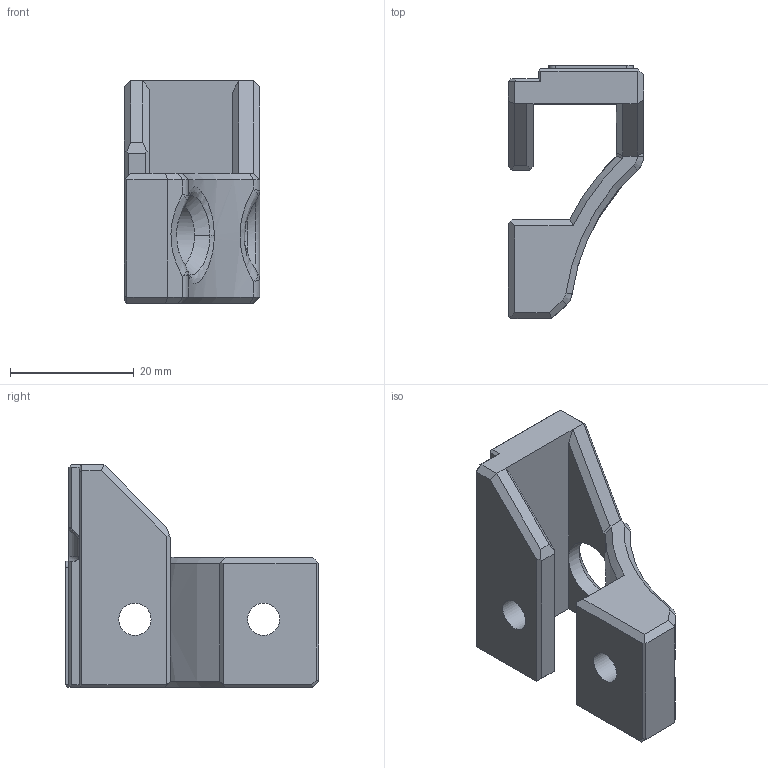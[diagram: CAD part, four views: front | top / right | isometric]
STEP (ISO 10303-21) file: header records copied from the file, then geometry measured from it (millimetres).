
FILE_DESCRIPTION(/* description */ (''),/* implementation_level */ '2;1');
FILE_NAME(/* name */ '[a]_Z_Drag_Chain_Mount_B_LDO_x1.step',/* time_stamp */ '2024-04-24T21:33:18-07:00',/* author */ (''),/* organization */ (''),/* preprocessor_version */ 'ST-DEVELOPER v20',/* originating_system */ 'Autodesk Translation Framework v12.20.1.177',/* authorisation */ '');
FILE_SCHEMA (('AUTOMOTIVE_DESIGN { 1 0 10303 214 3 1 1 }'));
Length unit declared in the file: millimetre
Products named in the file (2): [a] Z Drag Chain Mount B x1_LDO; Z drag chain mount B
Assembly tree (1 placements, depth 2):
  [a] Z Drag Chain Mount B x1_LDO
    Z drag chain mount B
Bounding box: 21.85 x 41 x 36 mm (x, y, z)
Volume: 9809.2 mm3; surface area: 5634.6 mm2
Topology: 1 solids, 1 shells, 117 faces, 296 edges, 178 vertices
Faces by surface type: plane 73, cylinder 18, bspline 15, cone 9, torus 2
Full cylindrical faces by diameter (mm): 4.7 x3, 5.2 x2, 10 x2
Entity records: 4022 total; most frequent: CARTESIAN_POINT 1268, ORIENTED_EDGE 584, DIRECTION 515, EDGE_CURVE 292, LINE 199, VECTOR 199, VERTEX_POINT 178, AXIS2_PLACEMENT_3D 158
